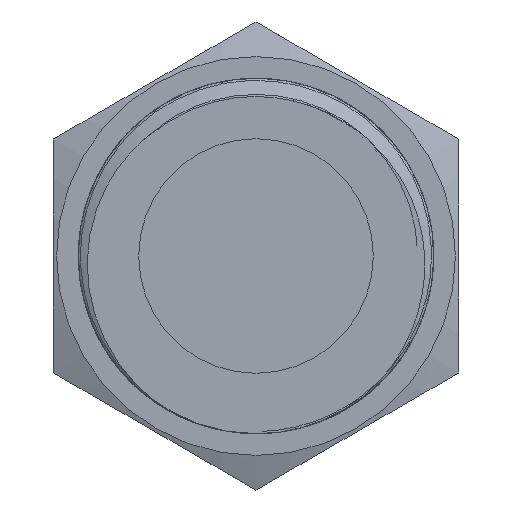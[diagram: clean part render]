
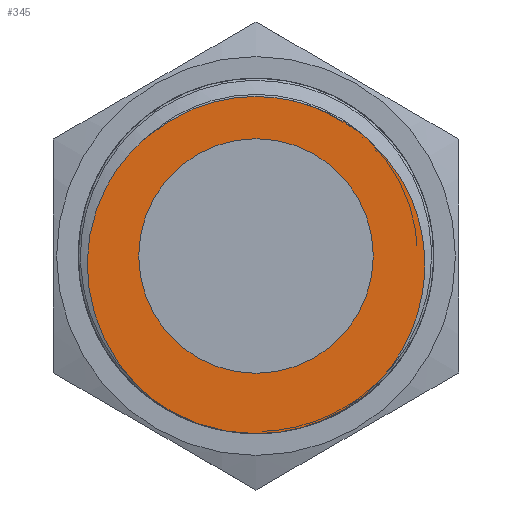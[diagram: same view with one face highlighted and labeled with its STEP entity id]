
A CAD part, front view. The second image highlights one B-rep face of the part: STEP entity #345.
In plain terms, the highlighted planar face has unit normal (0, -1, 0).
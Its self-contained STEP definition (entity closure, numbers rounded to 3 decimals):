
#50=B_SPLINE_CURVE_WITH_KNOTS('',3,(#1260,#1261,#1262,#1263),
 .UNSPECIFIED.,.F.,.F.,(4,4),(0.,0.006),.UNSPECIFIED.);
#51=B_SPLINE_CURVE_WITH_KNOTS('',3,(#1265,#1266,#1267,#1268,#1269,#1270,
#1271),.UNSPECIFIED.,.F.,.F.,(4,1,1,1,4),(0.,0.003,0.006,
0.01,0.013),.UNSPECIFIED.);
#52=B_SPLINE_CURVE_WITH_KNOTS('',3,(#1273,#1274,#1275,#1276,#1277,#1278,
#1279),.UNSPECIFIED.,.F.,.F.,(4,1,1,1,4),(0.,0.003,0.006,
0.009,0.012),.UNSPECIFIED.);
#53=B_SPLINE_CURVE_WITH_KNOTS('',3,(#1281,#1282,#1283,#1284,#1285,#1286),
 .UNSPECIFIED.,.F.,.F.,(4,1,1,4),(0.,0.006,0.01,
0.013),.UNSPECIFIED.);
#54=B_SPLINE_CURVE_WITH_KNOTS('',3,(#1288,#1289,#1290,#1291),
 .UNSPECIFIED.,.F.,.F.,(4,4),(0.,0.006),.UNSPECIFIED.);
#72=PLANE('',#391);
#75=CIRCLE('',#369,8.331);
#84=CIRCLE('',#392,5.5);
#137=ORIENTED_EDGE('',*,*,#205,.T.);
#138=ORIENTED_EDGE('',*,*,#206,.F.);
#139=ORIENTED_EDGE('',*,*,#207,.F.);
#140=ORIENTED_EDGE('',*,*,#208,.F.);
#141=ORIENTED_EDGE('',*,*,#209,.F.);
#142=ORIENTED_EDGE('',*,*,#210,.F.);
#143=ORIENTED_EDGE('',*,*,#177,.T.);
#177=EDGE_CURVE('',#223,#221,#75,.T.);
#205=EDGE_CURVE('',#244,#244,#84,.T.);
#206=EDGE_CURVE('',#245,#221,#50,.T.);
#207=EDGE_CURVE('',#246,#245,#51,.T.);
#208=EDGE_CURVE('',#247,#246,#52,.T.);
#209=EDGE_CURVE('',#248,#247,#53,.T.);
#210=EDGE_CURVE('',#223,#248,#54,.T.);
#221=VERTEX_POINT('',#805);
#223=VERTEX_POINT('',#808);
#244=VERTEX_POINT('',#1259);
#245=VERTEX_POINT('',#1264);
#246=VERTEX_POINT('',#1272);
#247=VERTEX_POINT('',#1280);
#248=VERTEX_POINT('',#1287);
#280=EDGE_LOOP('',(#137));
#281=EDGE_LOOP('',(#138,#139,#140,#141,#142,#143));
#314=FACE_BOUND('',#280,.T.);
#315=FACE_BOUND('',#281,.T.);
#345=ADVANCED_FACE('',(#314,#315),#72,.T.);
#369=AXIS2_PLACEMENT_3D('',#807,#402,#403);
#391=AXIS2_PLACEMENT_3D('',#1257,#452,#453);
#392=AXIS2_PLACEMENT_3D('',#1258,#454,#455);
#402=DIRECTION('',(0.,-1.,0.));
#403=DIRECTION('',(0.,0.,-1.));
#452=DIRECTION('',(0.,-1.,0.));
#453=DIRECTION('',(0.,0.,-1.));
#454=DIRECTION('',(0.,1.,0.));
#455=DIRECTION('',(0.,0.,-1.));
#805=CARTESIAN_POINT('',(0.076,-10.25,-8.331));
#807=CARTESIAN_POINT('',(0.,-10.25,0.));
#808=CARTESIAN_POINT('',(0.,-10.25,-8.331));
#1257=CARTESIAN_POINT('',(0.,-10.25,0.));
#1258=CARTESIAN_POINT('',(0.,-10.25,0.));
#1259=CARTESIAN_POINT('',(0.,-10.25,-5.5));
#1260=CARTESIAN_POINT('',(5.746,-10.25,-5.896));
#1261=CARTESIAN_POINT('',(4.305,-10.25,-7.447));
#1262=CARTESIAN_POINT('',(2.192,-10.25,-8.311));
#1263=CARTESIAN_POINT('',(0.076,-10.25,-8.331));
#1264=CARTESIAN_POINT('',(5.746,-10.25,-5.896));
#1265=CARTESIAN_POINT('',(5.214,-10.25,5.495));
#1266=CARTESIAN_POINT('',(6.03,-10.25,4.801));
#1267=CARTESIAN_POINT('',(7.344,-10.25,3.081));
#1268=CARTESIAN_POINT('',(8.128,-10.25,-0.07));
#1269=CARTESIAN_POINT('',(7.606,-10.25,-3.282));
#1270=CARTESIAN_POINT('',(6.474,-10.25,-5.112));
#1271=CARTESIAN_POINT('',(5.746,-10.25,-5.896));
#1272=CARTESIAN_POINT('',(5.214,-10.25,5.495));
#1273=CARTESIAN_POINT('',(-5.263,-10.25,5.448));
#1274=CARTESIAN_POINT('',(-4.538,-10.25,6.076));
#1275=CARTESIAN_POINT('',(-2.893,-10.25,7.109));
#1276=CARTESIAN_POINT('',(-0.032,-10.25,7.654));
#1277=CARTESIAN_POINT('',(2.833,-10.25,7.133));
#1278=CARTESIAN_POINT('',(4.484,-10.25,6.116));
#1279=CARTESIAN_POINT('',(5.214,-10.25,5.495));
#1280=CARTESIAN_POINT('',(-5.263,-10.25,5.448));
#1281=CARTESIAN_POINT('',(-5.693,-10.25,-5.946));
#1282=CARTESIAN_POINT('',(-7.164,-10.25,-4.39));
#1283=CARTESIAN_POINT('',(-8.382,-10.25,-1.205));
#1284=CARTESIAN_POINT('',(-7.369,-10.25,3.02));
#1285=CARTESIAN_POINT('',(-6.072,-10.25,4.746));
#1286=CARTESIAN_POINT('',(-5.263,-10.25,5.448));
#1287=CARTESIAN_POINT('',(-5.693,-10.25,-5.946));
#1288=CARTESIAN_POINT('',(0.,-10.25,-8.331));
#1289=CARTESIAN_POINT('',(-2.117,-10.25,-8.331));
#1290=CARTESIAN_POINT('',(-4.238,-10.25,-7.486));
#1291=CARTESIAN_POINT('',(-5.693,-10.25,-5.946));
